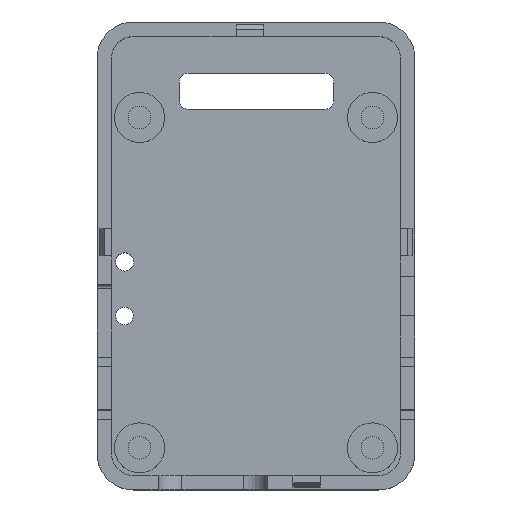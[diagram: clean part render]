
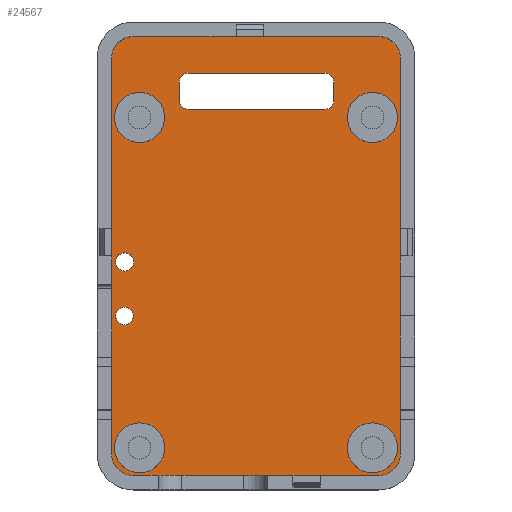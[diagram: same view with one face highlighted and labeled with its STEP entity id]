
A CAD part, top view. The second image highlights one B-rep face of the part: STEP entity #24567.
In plain terms, the highlighted planar face has unit normal (0, 0, 1).
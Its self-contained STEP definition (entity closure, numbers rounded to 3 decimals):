
#23256 = EDGE_CURVE('',#23257,#23259,#23261,.T.);
#23257 = VERTEX_POINT('',#23258);
#23258 = CARTESIAN_POINT('',(15.9,21.75,1.6));
#23259 = VERTEX_POINT('',#23260);
#23260 = CARTESIAN_POINT('',(15.9,-21.75,1.6));
#23261 = LINE('',#23262,#23263);
#23262 = CARTESIAN_POINT('',(15.9,21.75,1.6));
#23263 = VECTOR('',#23264,1.);
#23264 = DIRECTION('',(0.,-1.,0.));
#23478 = EDGE_CURVE('',#23257,#23479,#23481,.T.);
#23479 = VERTEX_POINT('',#23480);
#23480 = CARTESIAN_POINT('',(13.5,24.15,1.6));
#23481 = CIRCLE('',#23482,2.4);
#23482 = AXIS2_PLACEMENT_3D('',#23483,#23484,#23485);
#23483 = CARTESIAN_POINT('',(13.5,21.75,1.6));
#23484 = DIRECTION('',(0.,0.,1.));
#23485 = DIRECTION('',(1.,0.,0.));
#23503 = EDGE_CURVE('',#23504,#23479,#23506,.T.);
#23504 = VERTEX_POINT('',#23505);
#23505 = CARTESIAN_POINT('',(-13.5,24.15,1.6));
#23506 = LINE('',#23507,#23508);
#23507 = CARTESIAN_POINT('',(-13.5,24.15,1.6));
#23508 = VECTOR('',#23509,1.);
#23509 = DIRECTION('',(1.,0.,0.));
#23629 = EDGE_CURVE('',#23504,#23630,#23632,.T.);
#23630 = VERTEX_POINT('',#23631);
#23631 = CARTESIAN_POINT('',(-15.9,21.75,1.6));
#23632 = CIRCLE('',#23633,2.4);
#23633 = AXIS2_PLACEMENT_3D('',#23634,#23635,#23636);
#23634 = CARTESIAN_POINT('',(-13.5,21.75,1.6));
#23635 = DIRECTION('',(0.,0.,1.));
#23636 = DIRECTION('',(1.,0.,0.));
#23654 = EDGE_CURVE('',#23655,#23630,#23657,.T.);
#23655 = VERTEX_POINT('',#23656);
#23656 = CARTESIAN_POINT('',(-15.9,-21.75,1.6));
#23657 = LINE('',#23658,#23659);
#23658 = CARTESIAN_POINT('',(-15.9,-21.75,1.6));
#23659 = VECTOR('',#23660,1.);
#23660 = DIRECTION('',(0.,1.,0.));
#23865 = EDGE_CURVE('',#23655,#23866,#23868,.T.);
#23866 = VERTEX_POINT('',#23867);
#23867 = CARTESIAN_POINT('',(-13.5,-24.15,1.6));
#23868 = CIRCLE('',#23869,2.4);
#23869 = AXIS2_PLACEMENT_3D('',#23870,#23871,#23872);
#23870 = CARTESIAN_POINT('',(-13.5,-21.75,1.6));
#23871 = DIRECTION('',(0.,0.,1.));
#23872 = DIRECTION('',(1.,0.,0.));
#23890 = EDGE_CURVE('',#23891,#23866,#23893,.T.);
#23891 = VERTEX_POINT('',#23892);
#23892 = CARTESIAN_POINT('',(13.5,-24.15,1.6));
#23893 = LINE('',#23894,#23895);
#23894 = CARTESIAN_POINT('',(13.5,-24.15,1.6));
#23895 = VECTOR('',#23896,1.);
#23896 = DIRECTION('',(-1.,0.,0.));
#24089 = VERTEX_POINT('',#24090);
#24090 = CARTESIAN_POINT('',(-13.514,-6.583,1.6));
#24096 = EDGE_CURVE('',#24089,#24089,#24097,.T.);
#24097 = CIRCLE('',#24098,0.962);
#24098 = AXIS2_PLACEMENT_3D('',#24099,#24100,#24101);
#24099 = CARTESIAN_POINT('',(-14.476,-6.583,1.6));
#24100 = DIRECTION('',(0.,0.,-1.));
#24101 = DIRECTION('',(1.,0.,0.));
#24114 = VERTEX_POINT('',#24115);
#24115 = CARTESIAN_POINT('',(-13.46,-0.645,1.6));
#24121 = EDGE_CURVE('',#24114,#24114,#24122,.T.);
#24122 = CIRCLE('',#24123,0.999);
#24123 = AXIS2_PLACEMENT_3D('',#24124,#24125,#24126);
#24124 = CARTESIAN_POINT('',(-14.459,-0.645,1.6));
#24125 = DIRECTION('',(0.,0.,-1.));
#24126 = DIRECTION('',(1.,0.,0.));
#24139 = VERTEX_POINT('',#24140);
#24140 = CARTESIAN_POINT('',(-8.428,19.15,1.6));
#24146 = EDGE_CURVE('',#24147,#24139,#24149,.T.);
#24147 = VERTEX_POINT('',#24148);
#24148 = CARTESIAN_POINT('',(-8.428,17.15,1.6));
#24149 = LINE('',#24150,#24151);
#24150 = CARTESIAN_POINT('',(-8.428,9.575,1.6));
#24151 = VECTOR('',#24152,1.);
#24152 = DIRECTION('',(0.,1.,0.));
#24170 = VERTEX_POINT('',#24171);
#24171 = CARTESIAN_POINT('',(-7.428,16.15,1.6));
#24177 = EDGE_CURVE('',#24170,#24147,#24178,.T.);
#24178 = CIRCLE('',#24179,1.);
#24179 = AXIS2_PLACEMENT_3D('',#24180,#24181,#24182);
#24180 = CARTESIAN_POINT('',(-7.428,17.15,1.6));
#24181 = DIRECTION('',(0.,0.,-1.));
#24182 = DIRECTION('',(1.,0.,0.));
#24195 = EDGE_CURVE('',#24196,#24170,#24198,.T.);
#24196 = VERTEX_POINT('',#24197);
#24197 = CARTESIAN_POINT('',(7.572,16.15,1.6));
#24198 = LINE('',#24199,#24200);
#24199 = CARTESIAN_POINT('',(-3.714,16.15,1.6));
#24200 = VECTOR('',#24201,1.);
#24201 = DIRECTION('',(-1.,0.,0.));
#24219 = VERTEX_POINT('',#24220);
#24220 = CARTESIAN_POINT('',(8.572,17.15,1.6));
#24226 = EDGE_CURVE('',#24219,#24196,#24227,.T.);
#24227 = CIRCLE('',#24228,1.);
#24228 = AXIS2_PLACEMENT_3D('',#24229,#24230,#24231);
#24229 = CARTESIAN_POINT('',(7.572,17.15,1.6));
#24230 = DIRECTION('',(0.,0.,-1.));
#24231 = DIRECTION('',(1.,0.,0.));
#24244 = EDGE_CURVE('',#24245,#24219,#24247,.T.);
#24245 = VERTEX_POINT('',#24246);
#24246 = CARTESIAN_POINT('',(8.572,19.15,1.6));
#24247 = LINE('',#24248,#24249);
#24248 = CARTESIAN_POINT('',(8.572,8.575,1.6));
#24249 = VECTOR('',#24250,1.);
#24250 = DIRECTION('',(0.,-1.,0.));
#24268 = VERTEX_POINT('',#24269);
#24269 = CARTESIAN_POINT('',(7.572,20.15,1.6));
#24275 = EDGE_CURVE('',#24268,#24245,#24276,.T.);
#24276 = CIRCLE('',#24277,1.);
#24277 = AXIS2_PLACEMENT_3D('',#24278,#24279,#24280);
#24278 = CARTESIAN_POINT('',(7.572,19.15,1.6));
#24279 = DIRECTION('',(0.,0.,-1.));
#24280 = DIRECTION('',(1.,0.,0.));
#24293 = EDGE_CURVE('',#24294,#24268,#24296,.T.);
#24294 = VERTEX_POINT('',#24295);
#24295 = CARTESIAN_POINT('',(-7.428,20.15,1.6));
#24296 = LINE('',#24297,#24298);
#24297 = CARTESIAN_POINT('',(3.786,20.15,1.6));
#24298 = VECTOR('',#24299,1.);
#24299 = DIRECTION('',(1.,0.,0.));
#24317 = EDGE_CURVE('',#24139,#24294,#24318,.T.);
#24318 = CIRCLE('',#24319,1.);
#24319 = AXIS2_PLACEMENT_3D('',#24320,#24321,#24322);
#24320 = CARTESIAN_POINT('',(-7.428,19.15,1.6));
#24321 = DIRECTION('',(0.,0.,-1.));
#24322 = DIRECTION('',(1.,0.,0.));
#24567 = ADVANCED_FACE('',(#24568,#24584,#24595,#24606,#24616,#24627,
    #24630,#24633),#24644,.T.);
#24568 = FACE_BOUND('',#24569,.T.);
#24569 = EDGE_LOOP('',(#24570,#24571,#24572,#24573,#24580,#24581,#24582,
    #24583));
#24570 = ORIENTED_EDGE('',*,*,#23654,.F.);
#24571 = ORIENTED_EDGE('',*,*,#23865,.T.);
#24572 = ORIENTED_EDGE('',*,*,#23890,.F.);
#24573 = ORIENTED_EDGE('',*,*,#24574,.T.);
#24574 = EDGE_CURVE('',#23891,#23259,#24575,.T.);
#24575 = CIRCLE('',#24576,2.4);
#24576 = AXIS2_PLACEMENT_3D('',#24577,#24578,#24579);
#24577 = CARTESIAN_POINT('',(13.5,-21.75,1.6));
#24578 = DIRECTION('',(0.,0.,1.));
#24579 = DIRECTION('',(1.,0.,0.));
#24580 = ORIENTED_EDGE('',*,*,#23256,.F.);
#24581 = ORIENTED_EDGE('',*,*,#23478,.T.);
#24582 = ORIENTED_EDGE('',*,*,#23503,.F.);
#24583 = ORIENTED_EDGE('',*,*,#23629,.T.);
#24584 = FACE_BOUND('',#24585,.T.);
#24585 = EDGE_LOOP('',(#24586));
#24586 = ORIENTED_EDGE('',*,*,#24587,.T.);
#24587 = EDGE_CURVE('',#24588,#24588,#24590,.T.);
#24588 = VERTEX_POINT('',#24589);
#24589 = CARTESIAN_POINT('',(10.065,-21.115,1.6));
#24590 = CIRCLE('',#24591,2.75);
#24591 = AXIS2_PLACEMENT_3D('',#24592,#24593,#24594);
#24592 = CARTESIAN_POINT('',(12.815,-21.115,1.6));
#24593 = DIRECTION('',(0.,0.,-1.));
#24594 = DIRECTION('',(-1.,-0.,-0.));
#24595 = FACE_BOUND('',#24596,.T.);
#24596 = EDGE_LOOP('',(#24597));
#24597 = ORIENTED_EDGE('',*,*,#24598,.T.);
#24598 = EDGE_CURVE('',#24599,#24599,#24601,.T.);
#24599 = VERTEX_POINT('',#24600);
#24600 = CARTESIAN_POINT('',(10.065,15.245,1.6));
#24601 = CIRCLE('',#24602,2.75);
#24602 = AXIS2_PLACEMENT_3D('',#24603,#24604,#24605);
#24603 = CARTESIAN_POINT('',(12.815,15.245,1.6));
#24604 = DIRECTION('',(0.,0.,-1.));
#24605 = DIRECTION('',(-1.,-0.,-0.));
#24606 = FACE_BOUND('',#24607,.T.);
#24607 = EDGE_LOOP('',(#24608,#24609,#24610,#24611,#24612,#24613,#24614,
    #24615));
#24608 = ORIENTED_EDGE('',*,*,#24177,.T.);
#24609 = ORIENTED_EDGE('',*,*,#24146,.T.);
#24610 = ORIENTED_EDGE('',*,*,#24317,.T.);
#24611 = ORIENTED_EDGE('',*,*,#24293,.T.);
#24612 = ORIENTED_EDGE('',*,*,#24275,.T.);
#24613 = ORIENTED_EDGE('',*,*,#24244,.T.);
#24614 = ORIENTED_EDGE('',*,*,#24226,.T.);
#24615 = ORIENTED_EDGE('',*,*,#24195,.T.);
#24616 = FACE_BOUND('',#24617,.T.);
#24617 = EDGE_LOOP('',(#24618));
#24618 = ORIENTED_EDGE('',*,*,#24619,.F.);
#24619 = EDGE_CURVE('',#24620,#24620,#24622,.T.);
#24620 = VERTEX_POINT('',#24621);
#24621 = CARTESIAN_POINT('',(-10.065,-21.115,1.6));
#24622 = CIRCLE('',#24623,2.75);
#24623 = AXIS2_PLACEMENT_3D('',#24624,#24625,#24626);
#24624 = CARTESIAN_POINT('',(-12.815,-21.115,1.6));
#24625 = DIRECTION('',(0.,0.,1.));
#24626 = DIRECTION('',(1.,0.,0.));
#24627 = FACE_BOUND('',#24628,.T.);
#24628 = EDGE_LOOP('',(#24629));
#24629 = ORIENTED_EDGE('',*,*,#24096,.T.);
#24630 = FACE_BOUND('',#24631,.T.);
#24631 = EDGE_LOOP('',(#24632));
#24632 = ORIENTED_EDGE('',*,*,#24121,.T.);
#24633 = FACE_BOUND('',#24634,.T.);
#24634 = EDGE_LOOP('',(#24635));
#24635 = ORIENTED_EDGE('',*,*,#24636,.F.);
#24636 = EDGE_CURVE('',#24637,#24637,#24639,.T.);
#24637 = VERTEX_POINT('',#24638);
#24638 = CARTESIAN_POINT('',(-10.065,15.245,1.6));
#24639 = CIRCLE('',#24640,2.75);
#24640 = AXIS2_PLACEMENT_3D('',#24641,#24642,#24643);
#24641 = CARTESIAN_POINT('',(-12.815,15.245,1.6));
#24642 = DIRECTION('',(0.,0.,1.));
#24643 = DIRECTION('',(1.,0.,0.));
#24644 = PLANE('',#24645);
#24645 = AXIS2_PLACEMENT_3D('',#24646,#24647,#24648);
#24646 = CARTESIAN_POINT('',(0.,0.,1.6));
#24647 = DIRECTION('',(0.,0.,1.));
#24648 = DIRECTION('',(0.,1.,0.));
